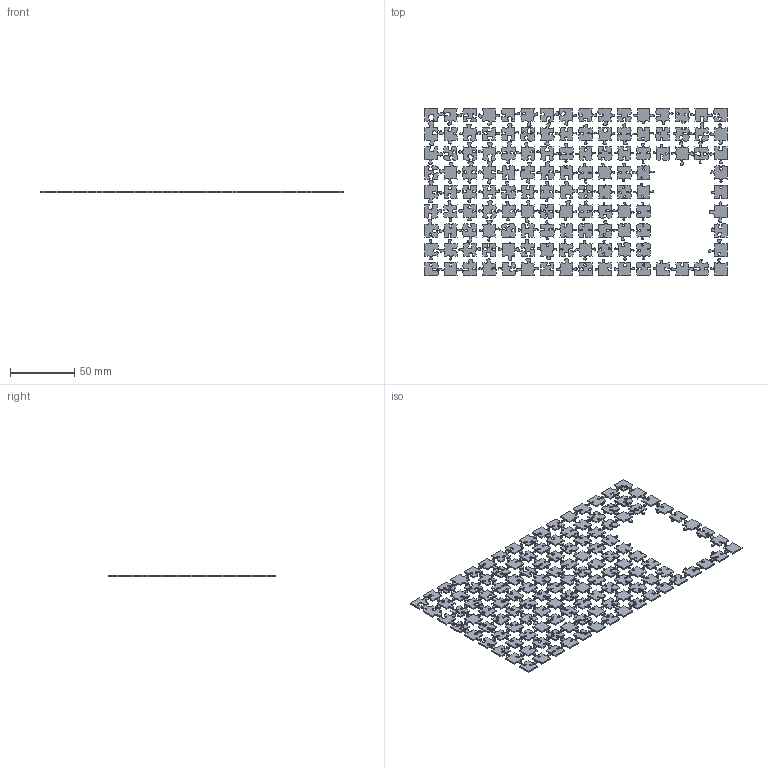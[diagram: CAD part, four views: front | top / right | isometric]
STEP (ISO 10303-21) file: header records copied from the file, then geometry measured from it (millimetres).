
FILE_DESCRIPTION(('HOOPS Exchange Step'),'2;1');
FILE_NAME('temp_export','2024-07-14T13:21:38+08:00',('sharma21'),('Shapr3D Limited'),'HOOPS Exchange 2024.2','Shapr3D','Authorized');
FILE_SCHEMA( ('AUTOMOTIVE_DESIGN { 1 0 10303 214 1 1 1 1 }') );
Length unit declared in the file: millimetre
Products named in the file (1): root
Bounding box: 235 x 130 x 1 mm (x, y, z)
Volume: 13021.2 mm3; surface area: 34052.5 mm2
Topology: 129 solids, 129 shells, 774 faces, 1548 edges, 1032 vertices
Faces by surface type: bspline 466, plane 308
Entity records: 26548 total; most frequent: CARTESIAN_POINT 13657, ORIENTED_EDGE 3096, EDGE_CURVE 1548, DIRECTION 1234, VERTEX_POINT 1032, B_SPLINE_CURVE_WITH_KNOTS 932, EDGE_LOOP 774, FACE_BOUND 774
